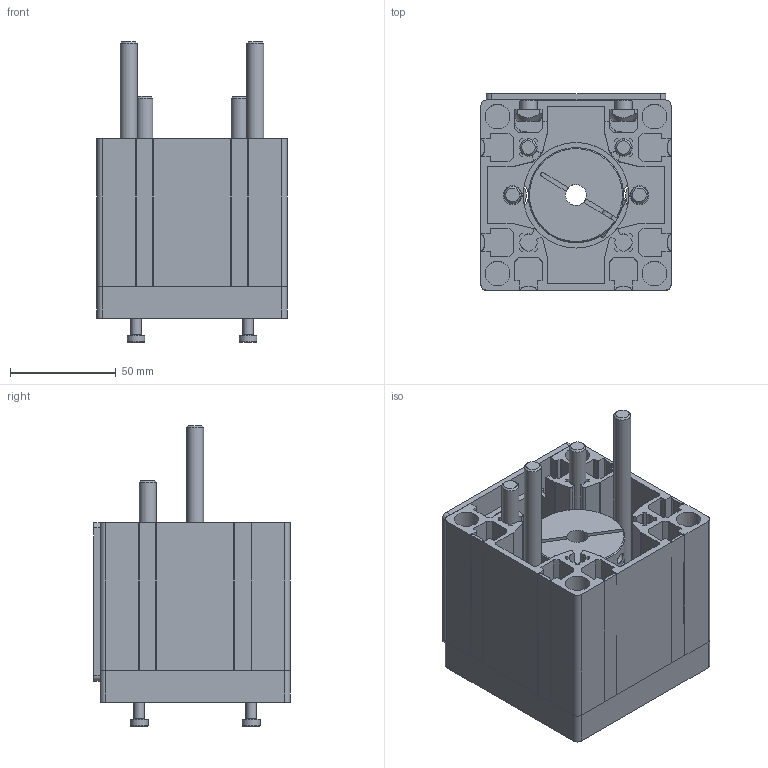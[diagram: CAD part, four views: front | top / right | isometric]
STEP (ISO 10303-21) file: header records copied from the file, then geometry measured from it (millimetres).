
FILE_DESCRIPTION(/* description */ ('SEW Servo'),/* implementation_level */ '2;1');
FILE_NAME(/* name */ '281041-0.step',/* time_stamp */ '2021-09-06T08:17:25+02:00',/* author */ ('MuellerJ'),/* organization */ (''),/* preprocessor_version */ 'ST-DEVELOPER v18.1',/* originating_system */ 'Autodesk Inventor 2021',/* authorisation */ '');
FILE_SCHEMA (('AUTOMOTIVE_DESIGN { 1 0 10303 214 3 1 1 }'));
Length unit declared in the file: millimetre
Products named in the file (13): 28-1041-0FZ.000; 28-1042-0FZ.000; 28-1025-0FZ.001; leer; 28-1043-0FZ.000; 21-1666-0FZ.001; 21-1351-2FZ.005; leer_1; leer_2; leer_3; leer_4; leer_5; leer_6
Assembly tree (19 placements, depth 3):
  28-1041-0FZ.000
    28-1042-0FZ.000
    28-1025-0FZ.001
    leer  x2
    28-1043-0FZ.000
    21-1666-0FZ.001  x2
    21-1351-2FZ.005  x2
    leer_1
      leer_2
      leer_3
      leer_4
    leer_5  x2
    leer_6  x4
Bounding box: 90 x 93 x 142.5 mm (x, y, z)
Volume: 352334.7 mm3; surface area: 173858.7 mm2
Topology: 18 solids, 18 shells, 614 faces, 1661 edges, 1106 vertices
Faces by surface type: plane 367, cylinder 192, torus 29, cone 26
Full cylindrical faces by diameter (mm): 4.134 x4, 4.2 x2, 5 x6, 5.5 x2, 8 x8, 8.5 x8, 9 x2, 10 x1, 11 x1, 11.7 x4, 12 x2, 13 x6, 15 x2, 30 x1, 45 x2, 50 x1
Entity records: 17227 total; most frequent: CARTESIAN_POINT 3099, DIRECTION 2853, ORIENTED_EDGE 2782, EDGE_CURVE 1391, AXIS2_PLACEMENT_3D 972, VERTEX_POINT 928, LINE 909, VECTOR 909
